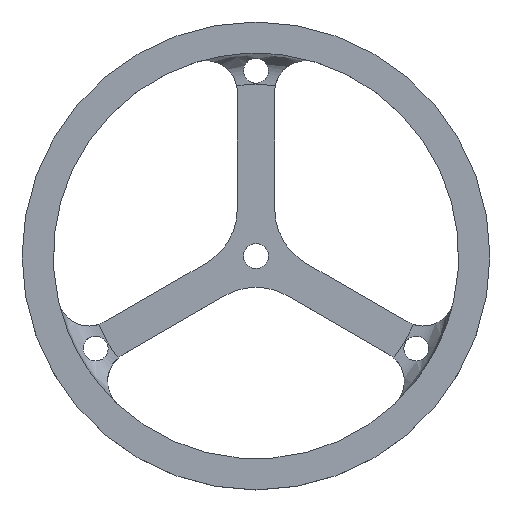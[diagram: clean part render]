
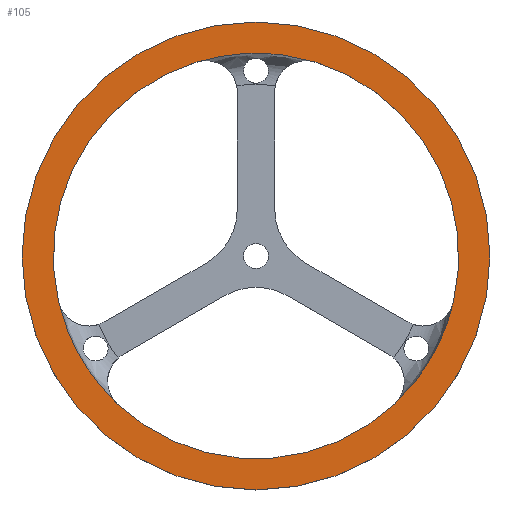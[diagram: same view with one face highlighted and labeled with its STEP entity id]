
A CAD part, top view. The second image highlights one B-rep face of the part: STEP entity #105.
In plain terms, the highlighted planar face has unit normal (0, 0, 1).
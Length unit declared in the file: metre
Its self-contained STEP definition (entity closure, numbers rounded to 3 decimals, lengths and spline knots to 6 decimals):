
#105 = ADVANCED_FACE( '', ( #220, #221 ), #222, .T. );
#220 = FACE_BOUND( '', #418, .T. );
#221 = FACE_OUTER_BOUND( '', #419, .T. );
#222 = PLANE( '', #420 );
#418 = EDGE_LOOP( '', ( #650, #651, #652, #653, #654, #655 ) );
#419 = EDGE_LOOP( '', ( #656 ) );
#420 = AXIS2_PLACEMENT_3D( '', #657, #658, #659 );
#650 = ORIENTED_EDGE( '', *, *, #785, .F. );
#651 = ORIENTED_EDGE( '', *, *, #691, .F. );
#652 = ORIENTED_EDGE( '', *, *, #722, .F. );
#653 = ORIENTED_EDGE( '', *, *, #765, .F. );
#654 = ORIENTED_EDGE( '', *, *, #711, .F. );
#655 = ORIENTED_EDGE( '', *, *, #731, .F. );
#656 = ORIENTED_EDGE( '', *, *, #791, .T. );
#657 = CARTESIAN_POINT( '', ( 0., 0., 0.007 ) );
#658 = DIRECTION( '', ( 0., 0., 1. ) );
#659 = DIRECTION( '', ( 1., 0., 0. ) );
#691 = EDGE_CURVE( '', #795, #798, #799, .T. );
#711 = EDGE_CURVE( '', #831, #834, #835, .T. );
#722 = EDGE_CURVE( '', #850, #795, #853, .T. );
#731 = EDGE_CURVE( '', #867, #831, #868, .T. );
#765 = EDGE_CURVE( '', #834, #850, #915, .T. );
#785 = EDGE_CURVE( '', #798, #867, #941, .T. );
#791 = EDGE_CURVE( '', #947, #947, #948, .T. );
#795 = VERTEX_POINT( '', #952 );
#798 = VERTEX_POINT( '', #956 );
#799 = CIRCLE( '', #957, 0.0325 );
#831 = VERTEX_POINT( '', #1002 );
#834 = VERTEX_POINT( '', #1033 );
#835 = B_SPLINE_CURVE_WITH_KNOTS( '', 3, ( #1034, #1035, #1036, #1037, #1038, #1039 ), .UNSPECIFIED., .F., .F., ( 4, 2, 4 ), ( 0., 0.5, 1. ), .UNSPECIFIED. );
#850 = VERTEX_POINT( '', #1167 );
#853 = B_SPLINE_CURVE_WITH_KNOTS( '', 3, ( #1198, #1199, #1200, #1201, #1202, #1203 ), .UNSPECIFIED., .F., .F., ( 4, 2, 4 ), ( 0., 0.5, 1. ), .UNSPECIFIED. );
#867 = VERTEX_POINT( '', #1278 );
#868 = CIRCLE( '', #1279, 0.0325 );
#915 = CIRCLE( '', #1384, 0.0325 );
#941 = B_SPLINE_CURVE_WITH_KNOTS( '', 3, ( #1477, #1478, #1479, #1480, #1481, #1482 ), .UNSPECIFIED., .F., .F., ( 4, 2, 4 ), ( 0., 0.5, 1. ), .UNSPECIFIED. );
#947 = VERTEX_POINT( '', #1491 );
#948 = CIRCLE( '', #1492, 0.0375 );
#952 = CARTESIAN_POINT( '', ( 0.031656, -0.007359, 0.007 ) );
#956 = CARTESIAN_POINT( '', ( 0.009455, 0.031094, 0.007 ) );
#957 = AXIS2_PLACEMENT_3D( '', #1496, #1497, #1498 );
#1002 = CARTESIAN_POINT( '', ( -0.031656, -0.007359, 0.007 ) );
#1033 = CARTESIAN_POINT( '', ( -0.022201, -0.023735, 0.007 ) );
#1034 = CARTESIAN_POINT( '', ( -0.031656, -0.007359, 0.007 ) );
#1035 = CARTESIAN_POINT( '', ( -0.030932, -0.010474, 0.007 ) );
#1036 = CARTESIAN_POINT( '', ( -0.029745, -0.013481, 0.007 ) );
#1037 = CARTESIAN_POINT( '', ( -0.026547, -0.019019, 0.007 ) );
#1038 = CARTESIAN_POINT( '', ( -0.024537, -0.021551, 0.007 ) );
#1039 = CARTESIAN_POINT( '', ( -0.022201, -0.023735, 0.007 ) );
#1167 = CARTESIAN_POINT( '', ( 0.022201, -0.023735, 0.007 ) );
#1198 = CARTESIAN_POINT( '', ( 0.022201, -0.023735, 0.007 ) );
#1199 = CARTESIAN_POINT( '', ( 0.024537, -0.021551, 0.007 ) );
#1200 = CARTESIAN_POINT( '', ( 0.026547, -0.019019, 0.007 ) );
#1201 = CARTESIAN_POINT( '', ( 0.029745, -0.013481, 0.007 ) );
#1202 = CARTESIAN_POINT( '', ( 0.030932, -0.010474, 0.007 ) );
#1203 = CARTESIAN_POINT( '', ( 0.031656, -0.007359, 0.007 ) );
#1278 = CARTESIAN_POINT( '', ( -0.009455, 0.031094, 0.007 ) );
#1279 = AXIS2_PLACEMENT_3D( '', #1526, #1527, #1528 );
#1384 = AXIS2_PLACEMENT_3D( '', #1583, #1584, #1585 );
#1477 = CARTESIAN_POINT( '', ( 0.009455, 0.031094, 0.007 ) );
#1478 = CARTESIAN_POINT( '', ( 0.006395, 0.032025, 0.007 ) );
#1479 = CARTESIAN_POINT( '', ( 0.003198, 0.0325, 0.007 ) );
#1480 = CARTESIAN_POINT( '', ( -0.003198, 0.0325, 0.007 ) );
#1481 = CARTESIAN_POINT( '', ( -0.006395, 0.032025, 0.007 ) );
#1482 = CARTESIAN_POINT( '', ( -0.009455, 0.031094, 0.007 ) );
#1491 = CARTESIAN_POINT( '', ( 0.0375, 0., 0.007 ) );
#1492 = AXIS2_PLACEMENT_3D( '', #1615, #1616, #1617 );
#1496 = CARTESIAN_POINT( '', ( 0., 0., 0.007 ) );
#1497 = DIRECTION( '', ( 0., 0., 1. ) );
#1498 = DIRECTION( '', ( 1., 0., 0. ) );
#1526 = CARTESIAN_POINT( '', ( 0., 0., 0.007 ) );
#1527 = DIRECTION( '', ( 0., 0., 1. ) );
#1528 = DIRECTION( '', ( 1., 0., 0. ) );
#1583 = CARTESIAN_POINT( '', ( 0., 0., 0.007 ) );
#1584 = DIRECTION( '', ( 0., 0., 1. ) );
#1585 = DIRECTION( '', ( 1., 0., 0. ) );
#1615 = CARTESIAN_POINT( '', ( 0., 0., 0.007 ) );
#1616 = DIRECTION( '', ( 0., 0., 1. ) );
#1617 = DIRECTION( '', ( 1., 0., 0. ) );
